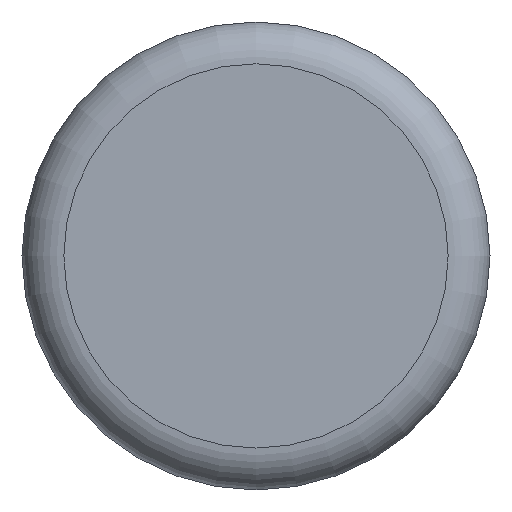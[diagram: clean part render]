
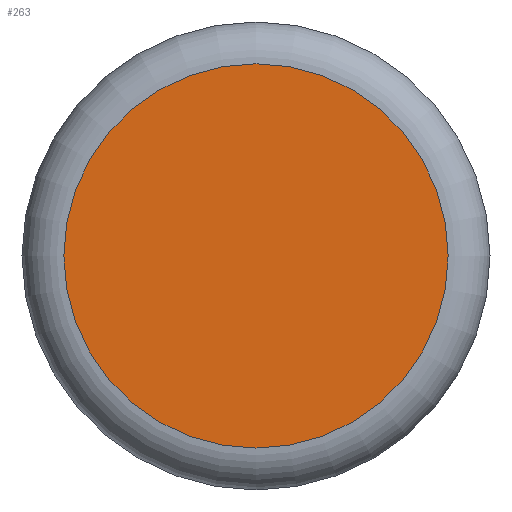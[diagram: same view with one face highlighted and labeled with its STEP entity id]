
A CAD part, top view. The second image highlights one B-rep face of the part: STEP entity #263.
In plain terms, the highlighted planar face has unit normal (0, 0, 1).
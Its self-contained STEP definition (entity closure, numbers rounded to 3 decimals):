
#263 = ADVANCED_FACE( '', ( #615 ), #616, .F. );
#615 = FACE_OUTER_BOUND( '', #1947, .T. );
#616 = PLANE( '', #1948 );
#1947 = EDGE_LOOP( '', ( #2658 ) );
#1948 = AXIS2_PLACEMENT_3D( '', #2659, #2660, #2661 );
#2658 = ORIENTED_EDGE( '', *, *, #3439, .T. );
#2659 = CARTESIAN_POINT( '', ( -14., 0., 105. ) );
#2660 = DIRECTION( '', ( 0., 0., -1. ) );
#2661 = DIRECTION( '', ( 0., -1., 0. ) );
#3439 = EDGE_CURVE( '', #3948, #3948, #3949, .F. );
#3948 = VERTEX_POINT( '', #5179 );
#3949 = CIRCLE( '', #5180, 11.481 );
#5179 = CARTESIAN_POINT( '', ( 0., -11.481, 105. ) );
#5180 = AXIS2_PLACEMENT_3D( '', #5816, #5817, #5818 );
#5816 = CARTESIAN_POINT( '', ( 0., 0., 105. ) );
#5817 = DIRECTION( '', ( 0., 0., -1. ) );
#5818 = DIRECTION( '', ( 0., -1., 0. ) );
